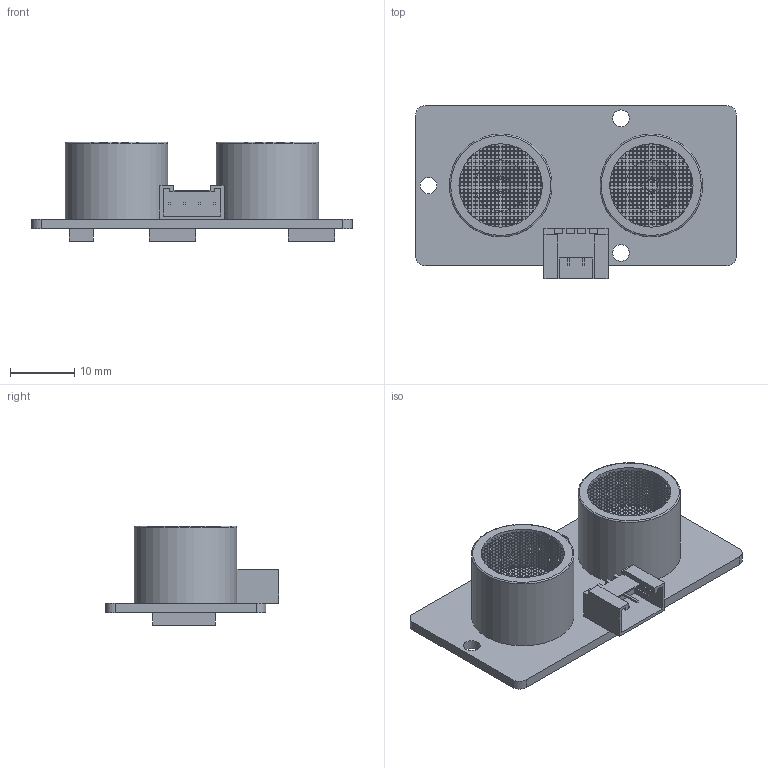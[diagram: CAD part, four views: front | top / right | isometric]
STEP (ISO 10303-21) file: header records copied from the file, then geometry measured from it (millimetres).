
FILE_DESCRIPTION (( 'STEP AP214' ), '1' );
FILE_NAME ('Grove Ultrasonic Ranger v2.0.STEP', '2024-01-16T12:51:55', ( '' ), ( '' ), 'SwSTEP 2.0', 'SolidWorks 2020', '' );
FILE_SCHEMA (( 'AUTOMOTIVE_DESIGN' ));
Length unit declared in the file: millimetre
Products named in the file (5): Grove Ultrasonic Ranger v2.0; Ci 16 broches; Ci 14 broches; Grove Connecteur
Assembly tree (5 placements, depth 2):
  Grove Ultrasonic Ranger v2.0
    Grove Ultrasonic Ranger v2.0
    Grove Connecteur
    Ci 16 broches
    Ci 14 broches  x2
Bounding box: 50 x 27 x 15.5 mm (x, y, z)
Volume: 5163.1 mm3; surface area: 5786.5 mm2
Topology: 9 solids, 9 shells, 1690 faces, 5080 edges, 1946 vertices
Faces by surface type: cylinder 1571, plane 109, cone 8, torus 2
Full cylindrical faces by diameter (mm): 0.1 x1536, 0.5 x3, 1.8 x2, 2 x2, 2.6 x3, 13 x2, 16 x2
Entity records: 70408 total; most frequent: CARTESIAN_POINT 24439, ORIENTED_EDGE 6784, DIRECTION 3674, EDGE_LOOP 3404, EDGE_CURVE 3392, FACE_OUTER_BOUND 3229, VERTEX_POINT 1828, AXIS2_PLACEMENT_3D 1728
